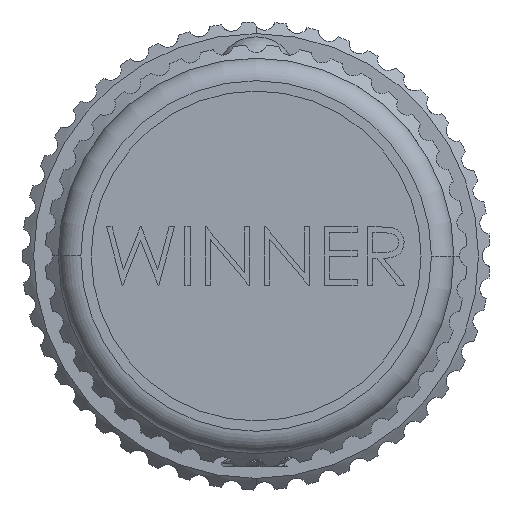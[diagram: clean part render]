
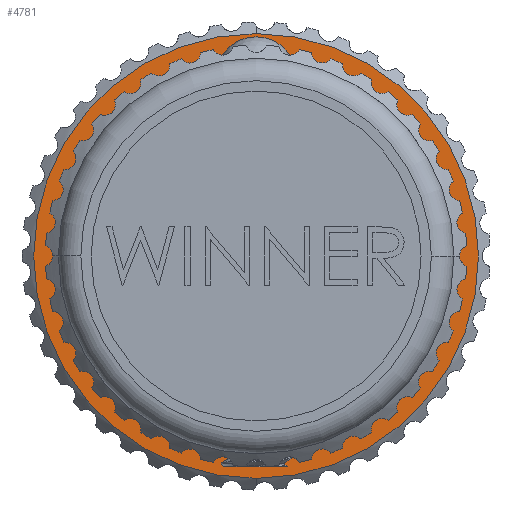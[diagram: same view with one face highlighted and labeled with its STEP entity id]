
A CAD part, left-side view. The second image highlights one B-rep face of the part: STEP entity #4781.
In plain terms, the highlighted planar face has unit normal (-1, 0, 0).
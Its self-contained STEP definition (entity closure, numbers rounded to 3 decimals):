
#106 = CARTESIAN_POINT ( 'NONE',  ( -6.4, -0.553, -3.436 ) ) ;
#352 = AXIS2_PLACEMENT_3D ( 'NONE', #19392, #753, #15007 ) ;
#753 = DIRECTION ( 'NONE',  ( -1., 0., 0. ) ) ;
#1042 = VERTEX_POINT ( 'NONE', #28879 ) ;
#1340 = ORIENTED_EDGE ( 'NONE', *, *, #23088, .T. ) ;
#1588 = CARTESIAN_POINT ( 'NONE',  ( -6.4, 3.595, -0.444 ) ) ;
#2431 = VERTEX_POINT ( 'NONE', #22837 ) ;
#2436 = CARTESIAN_POINT ( 'NONE',  ( -6.4, -2.574, -2.536 ) ) ;
#2599 = AXIS2_PLACEMENT_3D ( 'NONE', #4339, #29769, #20655 ) ;
#2634 = CARTESIAN_POINT ( 'NONE',  ( -6.4, 3.024, -1.82 ) ) ;
#3053 = CARTESIAN_POINT ( 'NONE',  ( -6.4, 0., 0. ) ) ;
#3087 = B_SPLINE_CURVE_WITH_KNOTS ( 'NONE', 3,
 ( #10722, #19629, #17794, #6115, #20215, #24823, #22466, #29541, #3809, #10826, #27192, #13177, #1588, #15553, #17896, #3917, #15460, #2634, #25775, #14034, #4940, #23305, #28038, #11684, #18641, #21270, #11778, #23706, #106, #16603, #18950, #20960, #28141, #9323, #16406, #2436, #18737, #13941, #7051, #7257, #23603, #11983, #9619, #25977, #16712, #4740, #21073, #23403, #6952, #9420, #26082, #28347 ),
 .UNSPECIFIED., .F., .F.,
 ( 4, 2, 2, 2, 2, 2, 2, 2, 2, 2, 2, 2, 2, 2, 2, 2, 2, 2, 2, 2, 2, 2, 2, 2, 2, 4 ),
 ( 0., 0.001, 0.002, 0.003, 0.004, 0.005, 0.005, 0.006, 0.006, 0.007, 0.008, 0.008, 0.009, 0.01, 0.011, 0.011, 0.012, 0.012, 0.014, 0.014, 0.015, 0.015, 0.016, 0.016, 0.017, 0.018 ),
 .UNSPECIFIED. ) ;
#3726 = EDGE_CURVE ( 'NONE', #12567, #1042, #28532, .T. ) ;
#3809 = CARTESIAN_POINT ( 'NONE',  ( -6.4, 3.625, 0.675 ) ) ;
#3917 = CARTESIAN_POINT ( 'NONE',  ( -6.4, 3.307, -1.331 ) ) ;
#4339 = CARTESIAN_POINT ( 'NONE',  ( -6.4, 0., 0. ) ) ;
#4571 = ORIENTED_EDGE ( 'NONE', *, *, #12178, .T. ) ;
#4740 = CARTESIAN_POINT ( 'NONE',  ( -6.4, -3.773, 0.318 ) ) ;
#4781 = ADVANCED_FACE ( 'NONE', ( #8728, #14224 ), #17258, .T. ) ;
#4940 = CARTESIAN_POINT ( 'NONE',  ( -6.4, 2.271, -2.657 ) ) ;
#5540 = DIRECTION ( 'NONE',  ( 1., 0., 0. ) ) ;
#5909 = EDGE_CURVE ( 'NONE', #14871, #2431, #9080, .T. ) ;
#6115 = CARTESIAN_POINT ( 'NONE',  ( -6.4, 2.719, 2.701 ) ) ;
#6750 = AXIS2_PLACEMENT_3D ( 'NONE', #3053, #10055, #26423 ) ;
#6952 = CARTESIAN_POINT ( 'NONE',  ( -6.4, -3.679, 1.061 ) ) ;
#7051 = CARTESIAN_POINT ( 'NONE',  ( -6.4, -3.271, -1.654 ) ) ;
#7257 = CARTESIAN_POINT ( 'NONE',  ( -6.4, -3.444, -1.321 ) ) ;
#8272 = EDGE_LOOP ( 'NONE', ( #20991, #1340, #13299 ) ) ;
#8728 = FACE_OUTER_BOUND ( 'NONE', #10575, .T. ) ;
#9080 = CIRCLE ( 'NONE', #6750, 15.3 ) ;
#9323 = CARTESIAN_POINT ( 'NONE',  ( -6.4, -1.966, -2.961 ) ) ;
#9420 = CARTESIAN_POINT ( 'NONE',  ( -6.4, -3.529, 1.602 ) ) ;
#9619 = CARTESIAN_POINT ( 'NONE',  ( -6.4, -3.683, -0.613 ) ) ;
#10055 = DIRECTION ( 'NONE',  ( -1., 0., 0. ) ) ;
#10142 = CIRCLE ( 'NONE', #2599, 15.3 ) ;
#10575 = EDGE_LOOP ( 'NONE', ( #4571, #23430 ) ) ;
#10722 = CARTESIAN_POINT ( 'NONE',  ( -6.4, 1.515, 3.594 ) ) ;
#10826 = CARTESIAN_POINT ( 'NONE',  ( -6.4, 3.653, 0.303 ) ) ;
#11684 = CARTESIAN_POINT ( 'NONE',  ( -6.4, 1.302, -3.212 ) ) ;
#11778 = CARTESIAN_POINT ( 'NONE',  ( -6.4, 0.201, -3.477 ) ) ;
#11983 = CARTESIAN_POINT ( 'NONE',  ( -6.4, -3.637, -0.794 ) ) ;
#12178 = EDGE_CURVE ( 'NONE', #2431, #14871, #10142, .T. ) ;
#12567 = VERTEX_POINT ( 'NONE', #18674 ) ;
#13177 = CARTESIAN_POINT ( 'NONE',  ( -6.4, 3.625, -0.256 ) ) ;
#13299 = ORIENTED_EDGE ( 'NONE', *, *, #3726, .T. ) ;
#13941 = CARTESIAN_POINT ( 'NONE',  ( -6.4, -3.173, -1.813 ) ) ;
#14034 = CARTESIAN_POINT ( 'NONE',  ( -6.4, 2.552, -2.399 ) ) ;
#14224 = FACE_BOUND ( 'NONE', #8272, .T. ) ;
#14871 = VERTEX_POINT ( 'NONE', #27878 ) ;
#15007 = DIRECTION ( 'NONE',  ( 0., 0., 1. ) ) ;
#15375 = CIRCLE ( 'NONE', #20927, 3.9 ) ;
#15460 = CARTESIAN_POINT ( 'NONE',  ( -6.4, 3.221, -1.499 ) ) ;
#15553 = CARTESIAN_POINT ( 'NONE',  ( -6.4, 3.508, -0.809 ) ) ;
#16406 = CARTESIAN_POINT ( 'NONE',  ( -6.4, -2.124, -2.864 ) ) ;
#16602 = DIRECTION ( 'NONE',  ( 1., 0., 0. ) ) ;
#16603 = CARTESIAN_POINT ( 'NONE',  ( -6.4, -0.921, -3.368 ) ) ;
#16712 = CARTESIAN_POINT ( 'NONE',  ( -6.4, -3.765, -0.055 ) ) ;
#17258 = PLANE ( 'NONE',  #352 ) ;
#17794 = CARTESIAN_POINT ( 'NONE',  ( -6.4, 2.168, 3.212 ) ) ;
#17896 = CARTESIAN_POINT ( 'NONE',  ( -6.4, 3.45, -0.986 ) ) ;
#18113 = EDGE_CURVE ( 'NONE', #28252, #1042, #3087, .T. ) ;
#18641 = CARTESIAN_POINT ( 'NONE',  ( -6.4, 1.124, -3.278 ) ) ;
#18674 = CARTESIAN_POINT ( 'NONE',  ( -6.4, 0., 3.9 ) ) ;
#18736 = CARTESIAN_POINT ( 'NONE',  ( -6.4, 0., 0. ) ) ;
#18737 = CARTESIAN_POINT ( 'NONE',  ( -6.4, -2.843, -2.264 ) ) ;
#18949 = DIRECTION ( 'NONE',  ( 0., 0., -1. ) ) ;
#18950 = CARTESIAN_POINT ( 'NONE',  ( -6.4, -1.101, -3.32 ) ) ;
#19392 = CARTESIAN_POINT ( 'NONE',  ( -6.4, 0., 4.2 ) ) ;
#19629 = CARTESIAN_POINT ( 'NONE',  ( -6.4, 1.854, 3.427 ) ) ;
#20215 = CARTESIAN_POINT ( 'NONE',  ( -6.4, 2.954, 2.412 ) ) ;
#20655 = DIRECTION ( 'NONE',  ( 0., 0., -1. ) ) ;
#20927 = AXIS2_PLACEMENT_3D ( 'NONE', #21673, #5540, #24326 ) ;
#20960 = CARTESIAN_POINT ( 'NONE',  ( -6.4, -1.456, -3.202 ) ) ;
#20991 = ORIENTED_EDGE ( 'NONE', *, *, #18113, .F. ) ;
#21073 = CARTESIAN_POINT ( 'NONE',  ( -6.4, -3.763, 0.504 ) ) ;
#21270 = CARTESIAN_POINT ( 'NONE',  ( -6.4, 0.58, -3.432 ) ) ;
#21673 = CARTESIAN_POINT ( 'NONE',  ( -6.4, 0., 0. ) ) ;
#22466 = CARTESIAN_POINT ( 'NONE',  ( -6.4, 3.471, 1.411 ) ) ;
#22837 = CARTESIAN_POINT ( 'NONE',  ( -6.4, 0., 15.3 ) ) ;
#23088 = EDGE_CURVE ( 'NONE', #28252, #12567, #15375, .T. ) ;
#23305 = CARTESIAN_POINT ( 'NONE',  ( -6.4, 1.805, -2.965 ) ) ;
#23403 = CARTESIAN_POINT ( 'NONE',  ( -6.4, -3.717, 0.875 ) ) ;
#23430 = ORIENTED_EDGE ( 'NONE', *, *, #5909, .T. ) ;
#23603 = CARTESIAN_POINT ( 'NONE',  ( -6.4, -3.518, -1.147 ) ) ;
#23706 = CARTESIAN_POINT ( 'NONE',  ( -6.4, -0.364, -3.458 ) ) ;
#24326 = DIRECTION ( 'NONE',  ( 0., 0., -1. ) ) ;
#24537 = AXIS2_PLACEMENT_3D ( 'NONE', #18736, #16602, #18949 ) ;
#24823 = CARTESIAN_POINT ( 'NONE',  ( -6.4, 3.334, 1.76 ) ) ;
#25775 = CARTESIAN_POINT ( 'NONE',  ( -6.4, 2.913, -1.97 ) ) ;
#25977 = CARTESIAN_POINT ( 'NONE',  ( -6.4, -3.747, -0.244 ) ) ;
#26082 = CARTESIAN_POINT ( 'NONE',  ( -6.4, -3.379, 1.942 ) ) ;
#26423 = DIRECTION ( 'NONE',  ( 0., 0., -1. ) ) ;
#27192 = CARTESIAN_POINT ( 'NONE',  ( -6.4, 3.653, 0.116 ) ) ;
#27878 = CARTESIAN_POINT ( 'NONE',  ( -6.4, 0., -15.3 ) ) ;
#27958 = CARTESIAN_POINT ( 'NONE',  ( -6.4, 1.515, 3.594 ) ) ;
#28038 = CARTESIAN_POINT ( 'NONE',  ( -6.4, 1.643, -3.055 ) ) ;
#28141 = CARTESIAN_POINT ( 'NONE',  ( -6.4, -1.632, -3.131 ) ) ;
#28252 = VERTEX_POINT ( 'NONE', #27958 ) ;
#28347 = CARTESIAN_POINT ( 'NONE',  ( -6.4, -3.177, 2.262 ) ) ;
#28532 = CIRCLE ( 'NONE', #24537, 3.9 ) ;
#28879 = CARTESIAN_POINT ( 'NONE',  ( -6.4, -3.177, 2.262 ) ) ;
#29541 = CARTESIAN_POINT ( 'NONE',  ( -6.4, 3.597, 0.863 ) ) ;
#29769 = DIRECTION ( 'NONE',  ( -1., 0., 0. ) ) ;
